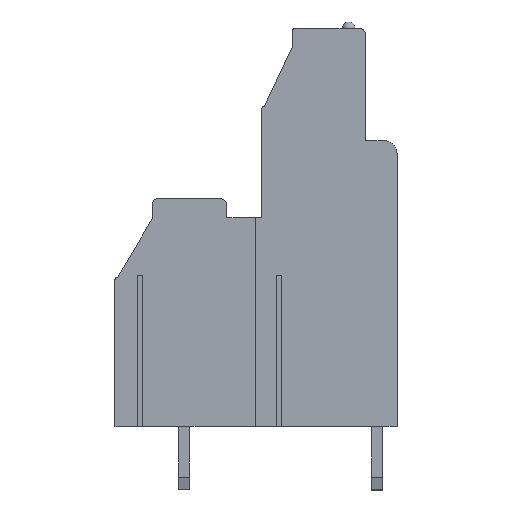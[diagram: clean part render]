
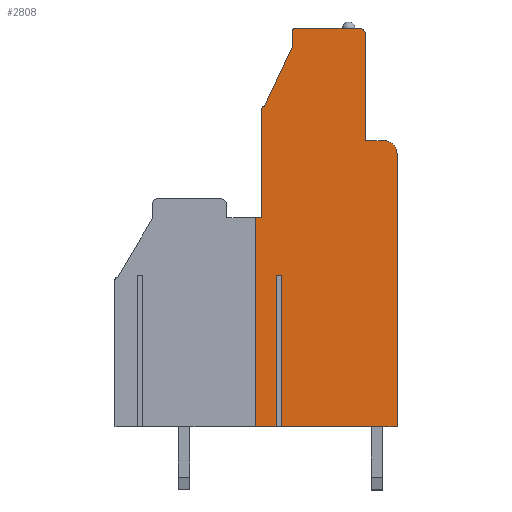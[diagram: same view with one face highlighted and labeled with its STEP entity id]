
A CAD part, top view. The second image highlights one B-rep face of the part: STEP entity #2808.
In plain terms, the highlighted planar face has unit normal (0, 0, 1).
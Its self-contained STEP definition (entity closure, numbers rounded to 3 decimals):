
#13=DIRECTION('',(0.,-1.,0.));
#14=VECTOR('',#13,8.6);
#15=CARTESIAN_POINT('',(-5.15,8.6,7.62));
#16=LINE('',#15,#14);
#17=CARTESIAN_POINT('',(-4.95,8.6,7.62));
#18=DIRECTION('',(0.,0.,1.));
#19=DIRECTION('',(0.,1.,0.));
#20=AXIS2_PLACEMENT_3D('',#17,#18,#19);
#22=DIRECTION('',(-0.424,-0.906,0.));
#23=VECTOR('',#22,5.189);
#24=CARTESIAN_POINT('',(-2.75,13.5,7.62));
#25=LINE('',#24,#23);
#26=DIRECTION('',(0.,-1.,0.));
#27=VECTOR('',#26,1.2);
#28=CARTESIAN_POINT('',(-2.75,14.7,7.62));
#29=LINE('',#28,#27);
#30=CARTESIAN_POINT('',(-2.45,14.7,7.62));
#31=DIRECTION('',(0.,0.,1.));
#32=DIRECTION('',(0.,1.,0.));
#33=AXIS2_PLACEMENT_3D('',#30,#31,#32);
#35=DIRECTION('',(-1.,0.,0.));
#36=VECTOR('',#35,5.);
#37=CARTESIAN_POINT('',(2.55,15.,7.62));
#38=LINE('',#37,#36);
#39=CARTESIAN_POINT('',(2.55,14.5,7.62));
#40=DIRECTION('',(0.,0.,1.));
#41=DIRECTION('',(1.,0.,0.));
#42=AXIS2_PLACEMENT_3D('',#39,#40,#41);
#44=DIRECTION('',(0.,1.,0.));
#45=VECTOR('',#44,8.4);
#46=CARTESIAN_POINT('',(3.05,6.1,7.62));
#47=LINE('',#46,#45);
#48=DIRECTION('',(-1.,0.,0.));
#49=VECTOR('',#48,1.5);
#50=CARTESIAN_POINT('',(4.55,6.1,7.62));
#51=LINE('',#50,#49);
#52=CARTESIAN_POINT('',(4.55,5.1,7.62));
#53=DIRECTION('',(0.,0.,1.));
#54=DIRECTION('',(1.,0.,0.));
#55=AXIS2_PLACEMENT_3D('',#52,#53,#54);
#57=DIRECTION('',(0.,1.,0.));
#58=VECTOR('',#57,21.6);
#59=CARTESIAN_POINT('',(5.55,-16.5,7.62));
#60=LINE('',#59,#58);
#61=DIRECTION('',(0.,1.,0.));
#62=VECTOR('',#61,11.95);
#63=CARTESIAN_POINT('',(-3.56,-16.5,7.62));
#64=LINE('',#63,#62);
#65=DIRECTION('',(-1.,0.,0.));
#66=VECTOR('',#65,0.38);
#67=CARTESIAN_POINT('',(-3.56,-4.55,7.62));
#68=LINE('',#67,#66);
#69=DIRECTION('',(0.,1.,0.));
#70=VECTOR('',#69,11.95);
#71=CARTESIAN_POINT('',(-3.94,-16.5,7.62));
#72=LINE('',#71,#70);
#77=DIRECTION('',(0.,-1.,0.));
#78=VECTOR('',#77,16.5);
#79=CARTESIAN_POINT('',(-5.65,0.,7.62));
#80=LINE('',#79,#78);
#174=DIRECTION('',(1.,0.,0.));
#175=VECTOR('',#174,1.71);
#176=CARTESIAN_POINT('',(-5.65,-16.5,7.62));
#177=LINE('',#176,#175);
#200=DIRECTION('',(1.,0.,0.));
#201=VECTOR('',#200,9.11);
#202=CARTESIAN_POINT('',(-3.56,-16.5,7.62));
#203=LINE('',#202,#201);
#490=DIRECTION('',(-1.,0.,0.));
#491=VECTOR('',#490,0.5);
#492=CARTESIAN_POINT('',(-5.15,0.,7.62));
#493=LINE('',#492,#491);
#2131=CARTESIAN_POINT('',(5.55,-16.5,7.62));
#2132=CARTESIAN_POINT('',(5.55,5.1,7.62));
#2133=VERTEX_POINT('',#2131);
#2134=VERTEX_POINT('',#2132);
#2135=CARTESIAN_POINT('',(4.55,6.1,7.62));
#2136=VERTEX_POINT('',#2135);
#2137=CARTESIAN_POINT('',(3.05,6.1,7.62));
#2138=VERTEX_POINT('',#2137);
#2139=CARTESIAN_POINT('',(3.05,14.5,7.62));
#2140=VERTEX_POINT('',#2139);
#2141=CARTESIAN_POINT('',(2.55,15.,7.62));
#2142=VERTEX_POINT('',#2141);
#2143=CARTESIAN_POINT('',(-2.45,15.,7.62));
#2144=VERTEX_POINT('',#2143);
#2145=CARTESIAN_POINT('',(-2.75,14.7,7.62));
#2146=VERTEX_POINT('',#2145);
#2147=CARTESIAN_POINT('',(-2.75,13.5,7.62));
#2148=VERTEX_POINT('',#2147);
#2149=CARTESIAN_POINT('',(-4.95,8.8,7.62));
#2150=VERTEX_POINT('',#2149);
#2151=CARTESIAN_POINT('',(-5.15,8.6,7.62));
#2152=VERTEX_POINT('',#2151);
#2153=CARTESIAN_POINT('',(-5.15,0.,7.62));
#2154=VERTEX_POINT('',#2153);
#2199=CARTESIAN_POINT('',(-3.56,-4.55,7.62));
#2200=CARTESIAN_POINT('',(-3.94,-4.55,7.62));
#2201=VERTEX_POINT('',#2199);
#2202=VERTEX_POINT('',#2200);
#2203=CARTESIAN_POINT('',(-3.94,-16.5,7.62));
#2204=VERTEX_POINT('',#2203);
#2205=CARTESIAN_POINT('',(-3.56,-16.5,7.62));
#2206=VERTEX_POINT('',#2205);
#2355=CARTESIAN_POINT('',(-5.65,-16.5,7.62));
#2357=VERTEX_POINT('',#2355);
#2359=CARTESIAN_POINT('',(-5.65,0.,7.62));
#2360=VERTEX_POINT('',#2359);
#2765=CARTESIAN_POINT('',(0.,0.,7.62));
#2766=DIRECTION('',(0.,0.,1.));
#2767=DIRECTION('',(1.,0.,0.));
#2768=AXIS2_PLACEMENT_3D('',#2765,#2766,#2767);
#2769=PLANE('',#2768);
#2771=ORIENTED_EDGE('',*,*,#2770,.F.);
#2773=ORIENTED_EDGE('',*,*,#2772,.F.);
#2775=ORIENTED_EDGE('',*,*,#2774,.F.);
#2777=ORIENTED_EDGE('',*,*,#2776,.F.);
#2779=ORIENTED_EDGE('',*,*,#2778,.F.);
#2781=ORIENTED_EDGE('',*,*,#2780,.F.);
#2783=ORIENTED_EDGE('',*,*,#2782,.F.);
#2785=ORIENTED_EDGE('',*,*,#2784,.F.);
#2787=ORIENTED_EDGE('',*,*,#2786,.F.);
#2789=ORIENTED_EDGE('',*,*,#2788,.F.);
#2791=ORIENTED_EDGE('',*,*,#2790,.F.);
#2793=ORIENTED_EDGE('',*,*,#2792,.F.);
#2795=ORIENTED_EDGE('',*,*,#2794,.F.);
#2797=ORIENTED_EDGE('',*,*,#2796,.F.);
#2799=ORIENTED_EDGE('',*,*,#2798,.T.);
#2801=ORIENTED_EDGE('',*,*,#2800,.T.);
#2803=ORIENTED_EDGE('',*,*,#2802,.F.);
#2805=ORIENTED_EDGE('',*,*,#2804,.F.);
#2806=EDGE_LOOP('',(#2771,#2773,#2775,#2777,#2779,#2781,#2783,#2785,#2787,#2789,
#2791,#2793,#2795,#2797,#2799,#2801,#2803,#2805));
#2807=FACE_OUTER_BOUND('',#2806,.F.);
#21=CIRCLE('',#20,0.2);
#34=CIRCLE('',#33,0.3);
#43=CIRCLE('',#42,0.5);
#56=CIRCLE('',#55,1.);
#2770=EDGE_CURVE('',#2360,#2357,#80,.T.);
#2772=EDGE_CURVE('',#2154,#2360,#493,.T.);
#2774=EDGE_CURVE('',#2152,#2154,#16,.T.);
#2776=EDGE_CURVE('',#2150,#2152,#21,.T.);
#2778=EDGE_CURVE('',#2148,#2150,#25,.T.);
#2780=EDGE_CURVE('',#2146,#2148,#29,.T.);
#2782=EDGE_CURVE('',#2144,#2146,#34,.T.);
#2784=EDGE_CURVE('',#2142,#2144,#38,.T.);
#2786=EDGE_CURVE('',#2140,#2142,#43,.T.);
#2788=EDGE_CURVE('',#2138,#2140,#47,.T.);
#2790=EDGE_CURVE('',#2136,#2138,#51,.T.);
#2792=EDGE_CURVE('',#2134,#2136,#56,.T.);
#2794=EDGE_CURVE('',#2133,#2134,#60,.T.);
#2796=EDGE_CURVE('',#2206,#2133,#203,.T.);
#2798=EDGE_CURVE('',#2206,#2201,#64,.T.);
#2800=EDGE_CURVE('',#2201,#2202,#68,.T.);
#2802=EDGE_CURVE('',#2204,#2202,#72,.T.);
#2804=EDGE_CURVE('',#2357,#2204,#177,.T.);
#2808=ADVANCED_FACE('',(#2807),#2769,.T.);
